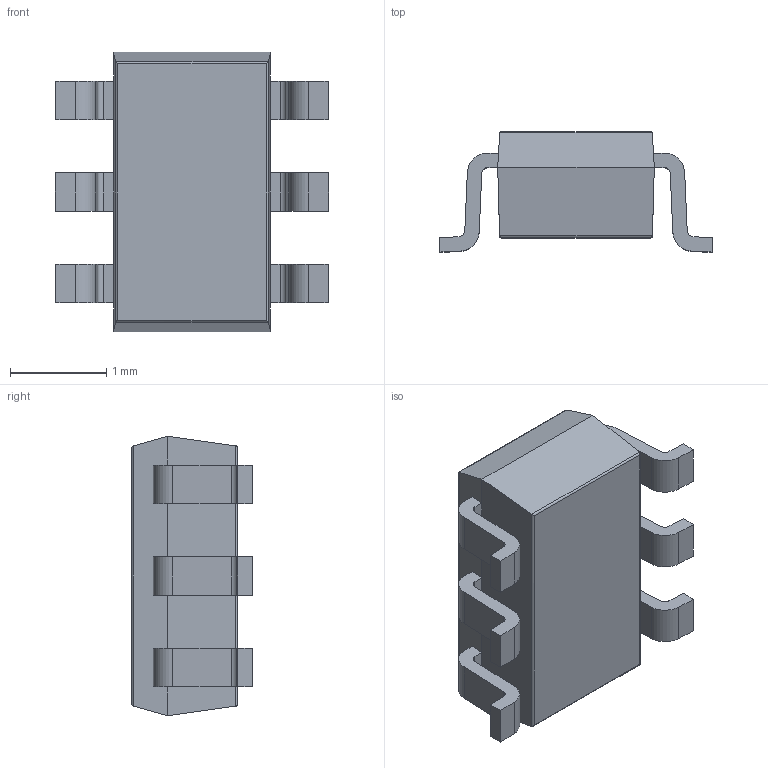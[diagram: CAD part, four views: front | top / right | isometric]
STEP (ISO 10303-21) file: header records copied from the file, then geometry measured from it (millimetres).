
FILE_DESCRIPTION (( 'STEP AP214' ), '1' );
FILE_NAME ('User Library-sot-23-6-5.STEP', '2019-04-23T18:34:45', ( '' ), ( '' ), 'SwSTEP 2.0', 'SolidWorks 2019', '' );
FILE_SCHEMA (( 'AUTOMOTIVE_DESIGN' ));
Length unit declared in the file: millimetre
Products named in the file (1): User Library-sot-23-6-5
Bounding box: 2.84 x 1.25 x 2.9 mm (x, y, z)
Volume: 5.4 mm3; surface area: 27 mm2
Topology: 1 solids, 1 shells, 97 faces, 268 edges, 174 vertices
Faces by surface type: plane 64, cylinder 32, bspline 1
Entity records: 3372 total; most frequent: CARTESIAN_POINT 663, ORIENTED_EDGE 536, DIRECTION 492, EDGE_CURVE 268, LINE 202, VECTOR 202, VERTEX_POINT 174, AXIS2_PLACEMENT_3D 145
